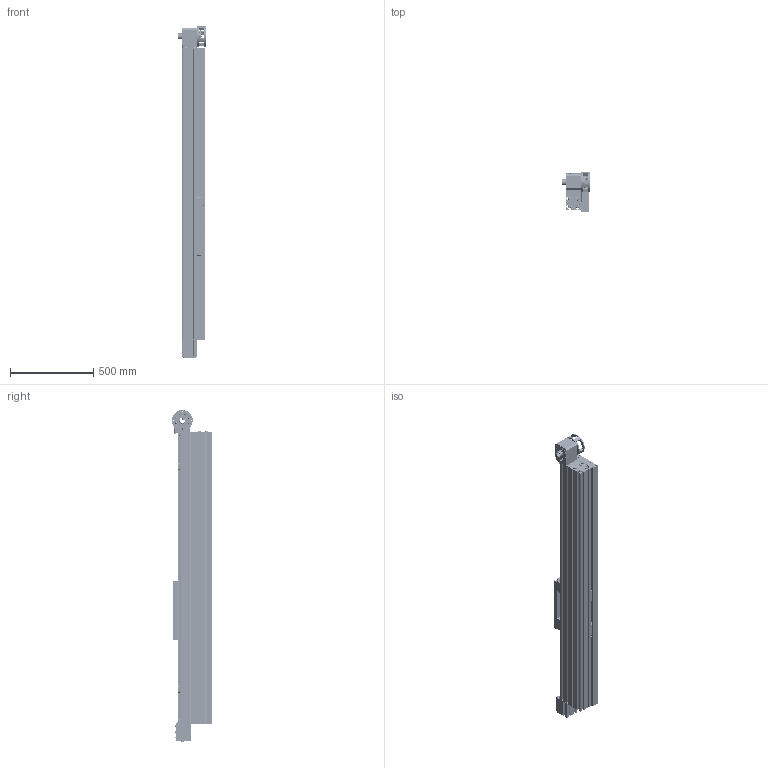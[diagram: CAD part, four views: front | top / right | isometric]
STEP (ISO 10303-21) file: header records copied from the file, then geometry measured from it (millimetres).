
FILE_DESCRIPTION (( 'STEP AP203' ), '1' );
FILE_NAME ('815.VVL.P.STEP', '2018-03-14T12:41:50', ( '' ), ( '' ), 'SwSTEP 2.0', 'SolidWorks 2016', '' );
FILE_SCHEMA (( 'CONFIG_CONTROL_DESIGN' ));
Length unit declared in the file: millimetre
Products named in the file (67): CUSCINETTI A SFERE_61909-2RS; 812.000.004; SBI-SL20_D; RCK19 - 36x72; 084.301.000 VITI ALUSIC_084.301.035; 084.301.000 VITI ALUSIC1_084.301.038; 814.HHL.002; 812.HHL.002; 084.302.070; VITI TSEI UNI 5933_M6x20 UNI 5933; 812.000.037; 811.000.014; 812.000.017; 812.000.036; 812.000.034; 812.000.005; 084.301.000 VITI ALUSIC1_084.301.003; 812.000.008; 813.HHL.001; 812.000.032; 812.000.016; 815.VVL.P; 812.000.018; 084.302.045; 084.312.006; 812.000.003; 15UNI7435; 084.301.000 VITI ALUSIC_084.301.003; CUSCINETTI A SFERE_61906-2RS; 812.000.011; VITI TE UNI 5739_M6x60 UNI 5739; Rivestimento 14 VVL 2; SBI-SL20; 812.000.021-1; 084.301.000 VITI ALUSIC_084.301.008; 812.000.015; 812.000.033; Rivestimento 14 VVL; VITI TESTA BOMBATA ISO 730_0516UNI7380; 084.301.000 VITI ALUSIC1_084.301.036 ...
Assembly tree (291 placements, depth 4):
  815.VVL.P
    084.301.024  x8
    084.301.000 VITI ALUSIC_084.301.035  x60
    084.302.070  x60
    084.301.000 VITI ALUSIC_084.301.003  x4
    VITI TESTA BOMBATA ISO 730_0616UNI7380  x4
    084.302.045  x8
    VITI TESTA BOMBATA ISO 730_0516UNI7380  x4
    084.301.000 VITI ALUSIC_084.301.008  x2
    VITI TSEI UNI 5933_M6x20 UNI 5933  x2
    084.301.000 VITI ALUSIC_084.301.011  x4
    815.VVL.TELAIO_P_Default<A macchina>
    813.HHL.001
      812.000.016
      813.000.101
        812.000.017
        812.000.018
      811.000.003
      VITI TESTA BOMBATA ISO 730_0510UNI7380  x8
      CUSCINETTI A SFERE_61909-2RS  x2
      RCK19 - 36x72
        RCK19 - 36x72
        VITI TE UNI 5739_M6x16 UNI 5739  x5
      812.HHL.004
        812.000.004
        084.301.000 VITI ALUSIC1_084.301.036  x8
      68UNI7437  x2
    812.HHL.002
      812.000.007
      812.000.005
      812.000.201
        812.000.017
        812.000.012
      812.000.009
      811.000.014
      811.000.009
      CUSCINETTI A SFERE_61906-2RS  x2
      15UNI7435  x2
      VITI TESTA BOMBATA ISO 730_0410UNI7380  x6
      VITI TE UNI 5739_M6x60 UNI 5739  x2
      VITI TESTA BOMBATA ISO 730_0510UNI7380  x2
      VITI TESTA BOMBATA ISO 730_0616UNI7380  x4
    814.HHL.002
      812.000.002  x2
      812.000.001  x2
      812.000.003  x4
      SBI-SL20  x4
        SBI-SL20_A
        SBI-SL20_B
        SBI-SL20_C
        SBI-SL20_D
      084.301.000 VITI ALUSIC1_084.301.038  x8
      084.301.000 VITI ALUSIC1_084.301.036  x16
      812.000.034
      812.000.035
      084.301.000 VITI ALUSIC1_084.301.003  x5
      0820UNI8735  x2
    812.000.021-1  x2
    812.000.022-1  x3
    084.312.006  x2
Bounding box: 162.35 x 241.44 x 1993.35 mm (x, y, z)
Volume: 19319884.2 mm3; surface area: 6398936.5 mm2
Topology: 292 solids, 300 shells, 10045 faces, 26096 edges, 16881 vertices
Faces by surface type: plane 5215, cylinder 3624, cone 788, torus 302, bspline 116
Entity records: 178135 total; most frequent: CARTESIAN_POINT 40843, DIRECTION 26813, ORIENTED_EDGE 25751, EDGE_CURVE 12881, AXIS2_PLACEMENT_3D 9821, VERTEX_POINT 8446, VECTOR 7171, LINE 7171
